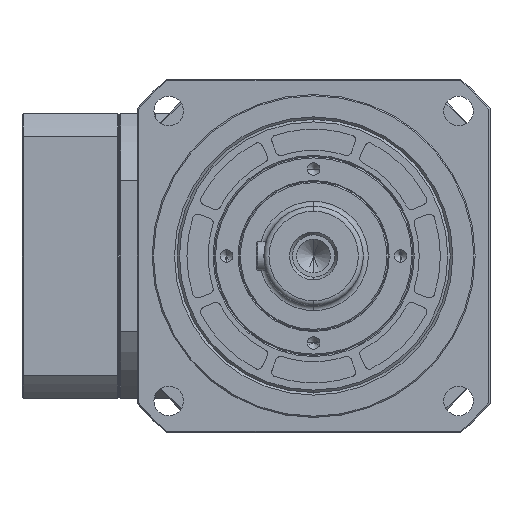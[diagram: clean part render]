
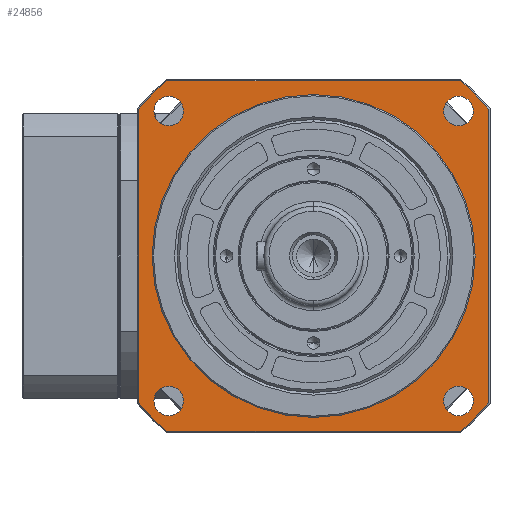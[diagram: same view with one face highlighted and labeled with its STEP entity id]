
A CAD part, left-side view. The second image highlights one B-rep face of the part: STEP entity #24856.
In plain terms, the highlighted planar face has unit normal (-1, 0, 0).
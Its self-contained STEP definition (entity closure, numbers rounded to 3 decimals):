
#21083=CARTESIAN_POINT('',(15.,0.,0.));
#21084=DIRECTION('',(-1.,0.,0.));
#21085=DIRECTION('',(0.,0.642,0.766));
#21086=AXIS2_PLACEMENT_3D('',#21083,#21084,#21085);
#21088=CARTESIAN_POINT('',(15.,0.,0.));
#21089=DIRECTION('',(-1.,0.,0.));
#21090=DIRECTION('',(0.,-0.766,0.642));
#21091=AXIS2_PLACEMENT_3D('',#21088,#21089,#21090);
#21093=CARTESIAN_POINT('',(15.,0.,0.));
#21094=DIRECTION('',(-1.,0.,0.));
#21095=DIRECTION('',(0.,-0.642,-0.766));
#21096=AXIS2_PLACEMENT_3D('',#21093,#21094,#21095);
#21098=CARTESIAN_POINT('',(15.,0.,0.));
#21099=DIRECTION('',(-1.,0.,0.));
#21100=DIRECTION('',(0.,0.766,-0.642));
#21101=AXIS2_PLACEMENT_3D('',#21098,#21099,#21100);
#21103=CARTESIAN_POINT('',(15.,58.336,58.336));
#21104=DIRECTION('',(1.,0.,0.));
#21105=DIRECTION('',(0.,0.,-1.));
#21106=AXIS2_PLACEMENT_3D('',#21103,#21104,#21105);
#21108=CARTESIAN_POINT('',(15.,58.336,58.336));
#21109=DIRECTION('',(1.,0.,0.));
#21110=DIRECTION('',(0.,0.,1.));
#21111=AXIS2_PLACEMENT_3D('',#21108,#21109,#21110);
#21113=CARTESIAN_POINT('',(15.,-58.336,58.336));
#21114=DIRECTION('',(1.,0.,0.));
#21115=DIRECTION('',(0.,0.,-1.));
#21116=AXIS2_PLACEMENT_3D('',#21113,#21114,#21115);
#21118=CARTESIAN_POINT('',(15.,-58.336,58.336));
#21119=DIRECTION('',(1.,0.,0.));
#21120=DIRECTION('',(0.,0.,1.));
#21121=AXIS2_PLACEMENT_3D('',#21118,#21119,#21120);
#21123=CARTESIAN_POINT('',(15.,-58.336,-58.336));
#21124=DIRECTION('',(1.,0.,0.));
#21125=DIRECTION('',(0.,0.,-1.));
#21126=AXIS2_PLACEMENT_3D('',#21123,#21124,#21125);
#21128=CARTESIAN_POINT('',(15.,-58.336,-58.336));
#21129=DIRECTION('',(1.,0.,0.));
#21130=DIRECTION('',(0.,0.,1.));
#21131=AXIS2_PLACEMENT_3D('',#21128,#21129,#21130);
#21133=CARTESIAN_POINT('',(15.,58.336,-58.336));
#21134=DIRECTION('',(1.,0.,0.));
#21135=DIRECTION('',(0.,0.,-1.));
#21136=AXIS2_PLACEMENT_3D('',#21133,#21134,#21135);
#21138=CARTESIAN_POINT('',(15.,58.336,-58.336));
#21139=DIRECTION('',(1.,0.,0.));
#21140=DIRECTION('',(0.,0.,1.));
#21141=AXIS2_PLACEMENT_3D('',#21138,#21139,#21140);
#21143=CARTESIAN_POINT('',(15.,0.,0.));
#21144=DIRECTION('',(1.,0.,0.));
#21145=DIRECTION('',(0.,0.,-1.));
#21146=AXIS2_PLACEMENT_3D('',#21143,#21144,#21145);
#21148=CARTESIAN_POINT('',(15.,0.,0.));
#21149=DIRECTION('',(1.,0.,0.));
#21150=DIRECTION('',(0.,0.,1.));
#21151=AXIS2_PLACEMENT_3D('',#21148,#21149,#21150);
#21153=DIRECTION('',(0.,0.,1.));
#21154=VECTOR('',#21153,118.216);
#21155=CARTESIAN_POINT('',(15.,70.5,-59.108));
#21156=LINE('',#21155,#21154);
#21173=CARTESIAN_POINT('',(15.,70.5,59.108));
#21180=DIRECTION('',(0.,-1.,0.));
#21181=VECTOR('',#21180,118.216);
#21182=CARTESIAN_POINT('',(15.,59.108,70.5));
#21183=LINE('',#21182,#21181);
#21211=DIRECTION('',(0.,0.,-1.));
#21212=VECTOR('',#21211,118.216);
#21213=CARTESIAN_POINT('',(15.,-70.5,59.108));
#21214=LINE('',#21213,#21212);
#22326=DIRECTION('',(0.,1.,0.));
#22327=VECTOR('',#22326,118.216);
#22328=CARTESIAN_POINT('',(15.,-59.108,-70.5));
#22329=LINE('',#22328,#22327);
#23743=CARTESIAN_POINT('',(15.,-58.336,52.386));
#23744=CARTESIAN_POINT('',(15.,-58.336,64.286));
#23745=VERTEX_POINT('',#23743);
#23746=VERTEX_POINT('',#23744);
#23833=CARTESIAN_POINT('',(15.,-59.108,-70.5));
#23834=CARTESIAN_POINT('',(15.,-70.5,-59.108));
#23835=VERTEX_POINT('',#23833);
#23836=VERTEX_POINT('',#23834);
#23889=CARTESIAN_POINT('',(15.,59.108,70.5));
#23890=CARTESIAN_POINT('',(15.,-59.108,70.5));
#23891=VERTEX_POINT('',#23889);
#23892=VERTEX_POINT('',#23890);
#23974=CARTESIAN_POINT('',(15.,-58.336,-52.386));
#23976=VERTEX_POINT('',#23974);
#24029=CARTESIAN_POINT('',(15.,59.108,-70.5));
#24030=VERTEX_POINT('',#24029);
#24092=CARTESIAN_POINT('',(15.,0.,-65.));
#24093=CARTESIAN_POINT('',(15.,0.,65.));
#24094=VERTEX_POINT('',#24092);
#24095=VERTEX_POINT('',#24093);
#24097=CARTESIAN_POINT('',(15.,58.336,-52.386));
#24099=VERTEX_POINT('',#24097);
#24114=CARTESIAN_POINT('',(15.,58.336,-64.286));
#24115=VERTEX_POINT('',#24114);
#24147=CARTESIAN_POINT('',(15.,58.336,64.286));
#24148=CARTESIAN_POINT('',(15.,58.336,52.386));
#24149=VERTEX_POINT('',#24147);
#24150=VERTEX_POINT('',#24148);
#24226=CARTESIAN_POINT('',(15.,-58.336,-64.286));
#24227=VERTEX_POINT('',#24226);
#24419=CARTESIAN_POINT('',(15.,70.5,-59.108));
#24420=VERTEX_POINT('',#24419);
#24434=CARTESIAN_POINT('',(15.,-70.5,59.108));
#24435=VERTEX_POINT('',#24434);
#24436=VERTEX_POINT('',#21173);
#24804=CARTESIAN_POINT('',(15.,65.,0.));
#24805=DIRECTION('',(1.,0.,0.));
#24806=DIRECTION('',(0.,0.,-1.));
#24807=AXIS2_PLACEMENT_3D('',#24804,#24805,#24806);
#24808=PLANE('',#24807);
#24810=ORIENTED_EDGE('',*,*,#24809,.T.);
#24812=ORIENTED_EDGE('',*,*,#24811,.F.);
#24814=ORIENTED_EDGE('',*,*,#24813,.T.);
#24816=ORIENTED_EDGE('',*,*,#24815,.F.);
#24818=ORIENTED_EDGE('',*,*,#24817,.T.);
#24820=ORIENTED_EDGE('',*,*,#24819,.F.);
#24822=ORIENTED_EDGE('',*,*,#24821,.T.);
#24824=ORIENTED_EDGE('',*,*,#24823,.F.);
#24825=EDGE_LOOP('',(#24810,#24812,#24814,#24816,#24818,#24820,#24822,#24824));
#24826=FACE_OUTER_BOUND('',#24825,.F.);
#24828=ORIENTED_EDGE('',*,*,#24827,.F.);
#24830=ORIENTED_EDGE('',*,*,#24829,.F.);
#24831=EDGE_LOOP('',(#24828,#24830));
#24832=FACE_BOUND('',#24831,.F.);
#24834=ORIENTED_EDGE('',*,*,#24833,.F.);
#24836=ORIENTED_EDGE('',*,*,#24835,.F.);
#24837=EDGE_LOOP('',(#24834,#24836));
#24838=FACE_BOUND('',#24837,.F.);
#24840=ORIENTED_EDGE('',*,*,#24839,.F.);
#24842=ORIENTED_EDGE('',*,*,#24841,.F.);
#24843=EDGE_LOOP('',(#24840,#24842));
#24844=FACE_BOUND('',#24843,.F.);
#24846=ORIENTED_EDGE('',*,*,#24845,.F.);
#24848=ORIENTED_EDGE('',*,*,#24847,.F.);
#24849=EDGE_LOOP('',(#24846,#24848));
#24850=FACE_BOUND('',#24849,.F.);
#24851=ORIENTED_EDGE('',*,*,#24794,.F.);
#24853=ORIENTED_EDGE('',*,*,#24852,.F.);
#24854=EDGE_LOOP('',(#24851,#24853));
#24855=FACE_BOUND('',#24854,.F.);
#24856=ADVANCED_FACE('',(#24826,#24832,#24838,#24844,#24850,#24855),#24808,.F.);
#21087=CIRCLE('',#21086,92.);
#21092=CIRCLE('',#21091,92.);
#21097=CIRCLE('',#21096,92.);
#21102=CIRCLE('',#21101,92.);
#21107=CIRCLE('',#21106,5.95);
#21112=CIRCLE('',#21111,5.95);
#21117=CIRCLE('',#21116,5.95);
#21122=CIRCLE('',#21121,5.95);
#21127=CIRCLE('',#21126,5.95);
#21132=CIRCLE('',#21131,5.95);
#21137=CIRCLE('',#21136,5.95);
#21142=CIRCLE('',#21141,5.95);
#21147=CIRCLE('',#21146,65.);
#21152=CIRCLE('',#21151,65.);
#24794=EDGE_CURVE('',#24094,#24095,#21147,.T.);
#24809=EDGE_CURVE('',#24420,#24436,#21156,.T.);
#24811=EDGE_CURVE('',#23891,#24436,#21087,.T.);
#24813=EDGE_CURVE('',#23891,#23892,#21183,.T.);
#24815=EDGE_CURVE('',#24435,#23892,#21092,.T.);
#24817=EDGE_CURVE('',#24435,#23836,#21214,.T.);
#24819=EDGE_CURVE('',#23835,#23836,#21097,.T.);
#24821=EDGE_CURVE('',#23835,#24030,#22329,.T.);
#24823=EDGE_CURVE('',#24420,#24030,#21102,.T.);
#24827=EDGE_CURVE('',#24150,#24149,#21107,.T.);
#24829=EDGE_CURVE('',#24149,#24150,#21112,.T.);
#24833=EDGE_CURVE('',#23745,#23746,#21117,.T.);
#24835=EDGE_CURVE('',#23746,#23745,#21122,.T.);
#24839=EDGE_CURVE('',#24227,#23976,#21127,.T.);
#24841=EDGE_CURVE('',#23976,#24227,#21132,.T.);
#24845=EDGE_CURVE('',#24115,#24099,#21137,.T.);
#24847=EDGE_CURVE('',#24099,#24115,#21142,.T.);
#24852=EDGE_CURVE('',#24095,#24094,#21152,.T.);
